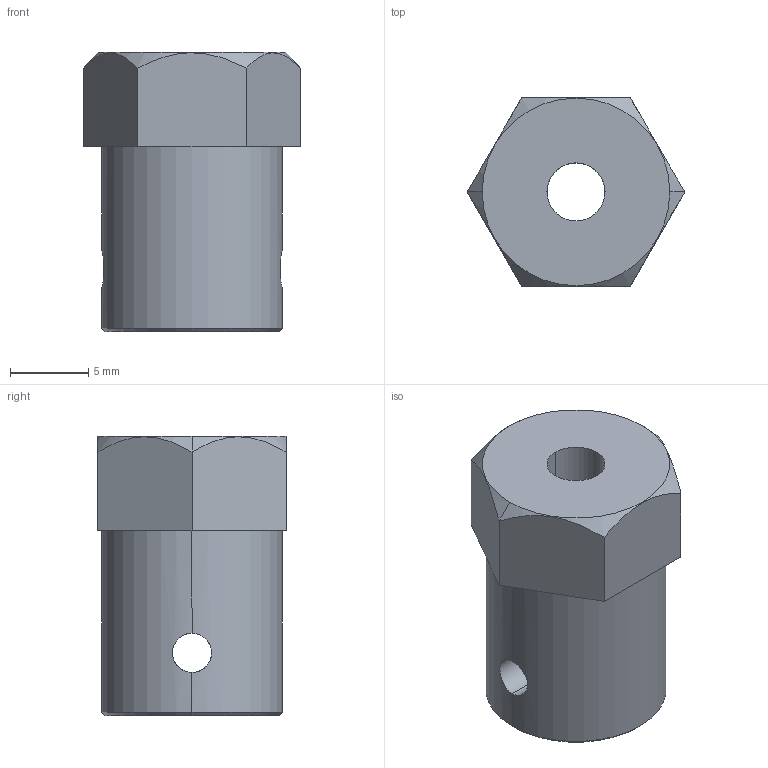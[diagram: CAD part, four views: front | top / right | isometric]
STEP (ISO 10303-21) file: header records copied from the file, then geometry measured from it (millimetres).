
FILE_DESCRIPTION (( 'STEP AP203' ), '1' );
FILE_NAME ('轴直径6mm_车轮65mm联轴器.stp_默认_sldprt.STEP', '2022-11-06T09:14:55', ( '' ), ( '' ), 'SwSTEP 2.0', 'SolidWorks 2021', '' );
FILE_SCHEMA (( 'CONFIG_CONTROL_DESIGN' ));
Length unit declared in the file: millimetre
Products named in the file (1): 轴直径6mm_车轮65mm联轴器.stp_默认_sldprt
Bounding box: 13.86 x 12 x 17.8 mm (x, y, z)
Volume: 1543.6 mm3; surface area: 1204.4 mm2
Topology: 1 solids, 1 shells, 26 faces, 64 edges, 38 vertices
Faces by surface type: cylinder 10, plane 10, cone 6
Entity records: 981 total; most frequent: CARTESIAN_POINT 301, ORIENTED_EDGE 128, DIRECTION 122, EDGE_CURVE 64, AXIS2_PLACEMENT_3D 45, VERTEX_POINT 38, LINE 32, VECTOR 32
